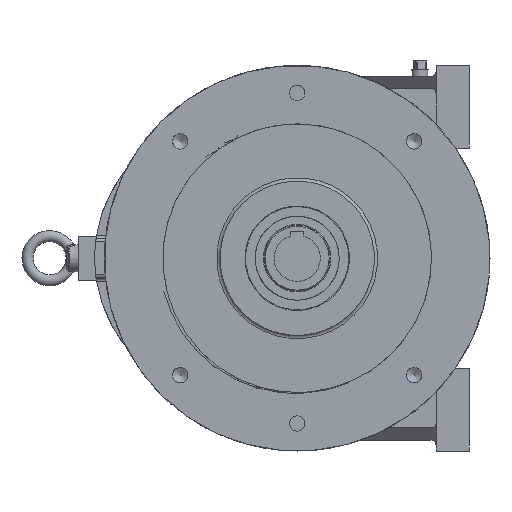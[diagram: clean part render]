
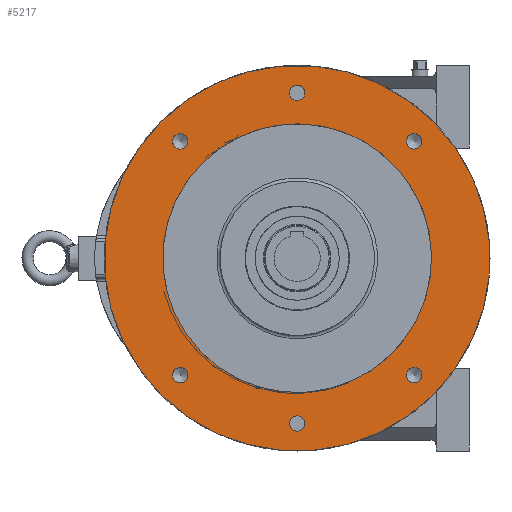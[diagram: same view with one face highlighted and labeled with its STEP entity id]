
A CAD part, left-side view. The second image highlights one B-rep face of the part: STEP entity #5217.
In plain terms, the highlighted planar face has unit normal (-1, 0, 0).
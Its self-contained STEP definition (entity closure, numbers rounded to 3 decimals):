
#45 = DIRECTION ( 'NONE',  ( 0., 0.707, 0.707 ) ) ;
#52 = AXIS2_PLACEMENT_3D ( 'NONE', #588, #26397, #20168 ) ;
#588 = CARTESIAN_POINT ( 'NONE',  ( -192.5, -48.74, 0. ) ) ;
#711 = DIRECTION ( 'NONE',  ( 0., 0.707, 0.707 ) ) ;
#843 = CARTESIAN_POINT ( 'NONE',  ( -192.5, 57.326, -106.066 ) ) ;
#1027 = FACE_BOUND ( 'NONE', #13890, .T. ) ;
#1062 = ORIENTED_EDGE ( 'NONE', *, *, #14862, .F. ) ;
#2745 = CIRCLE ( 'NONE', #52, 175. ) ;
#3014 = EDGE_CURVE ( 'NONE', #17449, #17449, #10518, .T. ) ;
#3299 = PLANE ( 'NONE',  #11201 ) ;
#3356 = CARTESIAN_POINT ( 'NONE',  ( -192.5, -48.74, -150. ) ) ;
#3779 = DIRECTION ( 'NONE',  ( 0., 0.707, 0.707 ) ) ;
#3867 = DIRECTION ( 'NONE',  ( -1., 0., 0. ) ) ;
#4760 = CARTESIAN_POINT ( 'NONE',  ( -192.5, -48.74, 122. ) ) ;
#5217 = ADVANCED_FACE ( 'NONE', ( #1027, #7524, #24719, #5412, #16129, #9762, #13990, #22597 ), #3299, .T. ) ;
#5410 = AXIS2_PLACEMENT_3D ( 'NONE', #6300, #12781, #21533 ) ;
#5412 = FACE_BOUND ( 'NONE', #14837, .T. ) ;
#5597 = EDGE_CURVE ( 'NONE', #27908, #27908, #27463, .T. ) ;
#5985 = EDGE_CURVE ( 'NONE', #23901, #23901, #25649, .T. ) ;
#6083 = EDGE_LOOP ( 'NONE', ( #11372 ) ) ;
#6300 = CARTESIAN_POINT ( 'NONE',  ( -192.5, 57.326, 106.066 ) ) ;
#7524 = FACE_BOUND ( 'NONE', #26410, .T. ) ;
#7829 = VERTEX_POINT ( 'NONE', #9931 ) ;
#7969 = ORIENTED_EDGE ( 'NONE', *, *, #14215, .F. ) ;
#8465 = CARTESIAN_POINT ( 'NONE',  ( -192.5, -48.74, 0. ) ) ;
#8564 = CIRCLE ( 'NONE', #5410, 7. ) ;
#9146 = AXIS2_PLACEMENT_3D ( 'NONE', #27901, #25757, #15051 ) ;
#9762 = FACE_BOUND ( 'NONE', #12346, .T. ) ;
#9794 = VERTEX_POINT ( 'NONE', #20511 ) ;
#9931 = CARTESIAN_POINT ( 'NONE',  ( -192.5, 62.276, -101.116 ) ) ;
#10116 = AXIS2_PLACEMENT_3D ( 'NONE', #12115, #25243, #22833 ) ;
#10518 = CIRCLE ( 'NONE', #9146, 7. ) ;
#10561 = CIRCLE ( 'NONE', #10116, 7. ) ;
#11201 = AXIS2_PLACEMENT_3D ( 'NONE', #11889, #3867, #45 ) ;
#11372 = ORIENTED_EDGE ( 'NONE', *, *, #5597, .F. ) ;
#11579 = EDGE_CURVE ( 'NONE', #9794, #9794, #2745, .T. ) ;
#11767 = CARTESIAN_POINT ( 'NONE',  ( -192.5, -149.856, -101.116 ) ) ;
#11889 = CARTESIAN_POINT ( 'NONE',  ( -192.5, -172.484, 123.744 ) ) ;
#12115 = CARTESIAN_POINT ( 'NONE',  ( -192.5, -154.806, -106.066 ) ) ;
#12150 = ORIENTED_EDGE ( 'NONE', *, *, #24326, .F. ) ;
#12225 = DIRECTION ( 'NONE',  ( -1., 0., 0. ) ) ;
#12346 = EDGE_LOOP ( 'NONE', ( #13006 ) ) ;
#12781 = DIRECTION ( 'NONE',  ( -1., 0., 0. ) ) ;
#13006 = ORIENTED_EDGE ( 'NONE', *, *, #24833, .F. ) ;
#13824 = EDGE_LOOP ( 'NONE', ( #12150 ) ) ;
#13890 = EDGE_LOOP ( 'NONE', ( #1062 ) ) ;
#13990 = FACE_OUTER_BOUND ( 'NONE', #26327, .T. ) ;
#14215 = EDGE_CURVE ( 'NONE', #22486, #22486, #19084, .T. ) ;
#14306 = VERTEX_POINT ( 'NONE', #27602 ) ;
#14766 = ORIENTED_EDGE ( 'NONE', *, *, #3014, .F. ) ;
#14837 = EDGE_LOOP ( 'NONE', ( #14766 ) ) ;
#14862 = EDGE_CURVE ( 'NONE', #24745, #24745, #10561, .T. ) ;
#15051 = DIRECTION ( 'NONE',  ( 0., 0.707, 0.707 ) ) ;
#16129 = FACE_BOUND ( 'NONE', #13824, .T. ) ;
#16166 = AXIS2_PLACEMENT_3D ( 'NONE', #8465, #25254, #27678 ) ;
#16315 = DIRECTION ( 'NONE',  ( -1., 0., 0. ) ) ;
#16330 = DIRECTION ( 'NONE',  ( 0., 0.707, 0.707 ) ) ;
#17330 = EDGE_LOOP ( 'NONE', ( #7969 ) ) ;
#17449 = VERTEX_POINT ( 'NONE', #19552 ) ;
#18125 = CARTESIAN_POINT ( 'NONE',  ( -192.5, -43.79, -145.05 ) ) ;
#18940 = CIRCLE ( 'NONE', #22538, 7. ) ;
#19084 = CIRCLE ( 'NONE', #21787, 7. ) ;
#19552 = CARTESIAN_POINT ( 'NONE',  ( -192.5, -43.79, 154.95 ) ) ;
#19688 = CARTESIAN_POINT ( 'NONE',  ( -192.5, -149.856, 111.016 ) ) ;
#20168 = DIRECTION ( 'NONE',  ( 0., 0.707, 0.707 ) ) ;
#20407 = CARTESIAN_POINT ( 'NONE',  ( -192.5, -154.806, 106.066 ) ) ;
#20511 = CARTESIAN_POINT ( 'NONE',  ( -192.5, 75.004, 123.744 ) ) ;
#21533 = DIRECTION ( 'NONE',  ( 0., 0.707, 0.707 ) ) ;
#21759 = ORIENTED_EDGE ( 'NONE', *, *, #11579, .T. ) ;
#21786 = ORIENTED_EDGE ( 'NONE', *, *, #5985, .F. ) ;
#21787 = AXIS2_PLACEMENT_3D ( 'NONE', #3356, #16315, #3779 ) ;
#22037 = AXIS2_PLACEMENT_3D ( 'NONE', #20407, #12225, #16330 ) ;
#22486 = VERTEX_POINT ( 'NONE', #18125 ) ;
#22538 = AXIS2_PLACEMENT_3D ( 'NONE', #843, #26248, #711 ) ;
#22597 = FACE_BOUND ( 'NONE', #6083, .T. ) ;
#22833 = DIRECTION ( 'NONE',  ( 0., 0.707, 0.707 ) ) ;
#23901 = VERTEX_POINT ( 'NONE', #19688 ) ;
#24326 = EDGE_CURVE ( 'NONE', #14306, #14306, #8564, .T. ) ;
#24719 = FACE_BOUND ( 'NONE', #17330, .T. ) ;
#24745 = VERTEX_POINT ( 'NONE', #11767 ) ;
#24833 = EDGE_CURVE ( 'NONE', #7829, #7829, #18940, .T. ) ;
#25243 = DIRECTION ( 'NONE',  ( -1., 0., 0. ) ) ;
#25254 = DIRECTION ( 'NONE',  ( -1., 0., 0. ) ) ;
#25649 = CIRCLE ( 'NONE', #22037, 7. ) ;
#25757 = DIRECTION ( 'NONE',  ( -1., 0., 0. ) ) ;
#26248 = DIRECTION ( 'NONE',  ( -1., 0., 0. ) ) ;
#26327 = EDGE_LOOP ( 'NONE', ( #21759 ) ) ;
#26397 = DIRECTION ( 'NONE',  ( -1., 0., 0. ) ) ;
#26410 = EDGE_LOOP ( 'NONE', ( #21786 ) ) ;
#27463 = CIRCLE ( 'NONE', #16166, 122. ) ;
#27602 = CARTESIAN_POINT ( 'NONE',  ( -192.5, 62.276, 111.016 ) ) ;
#27678 = DIRECTION ( 'NONE',  ( 0., 0., 1. ) ) ;
#27901 = CARTESIAN_POINT ( 'NONE',  ( -192.5, -48.74, 150. ) ) ;
#27908 = VERTEX_POINT ( 'NONE', #4760 ) ;
